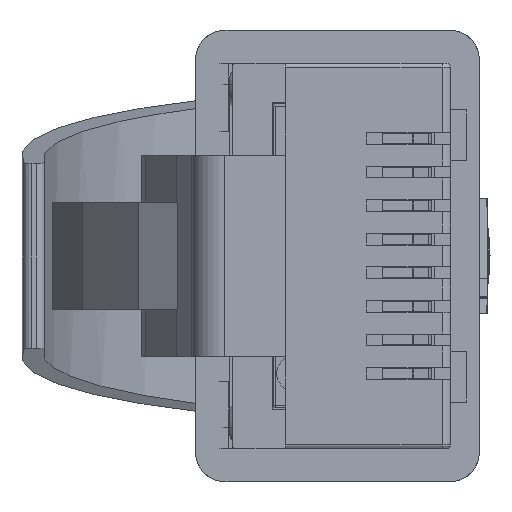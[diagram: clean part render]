
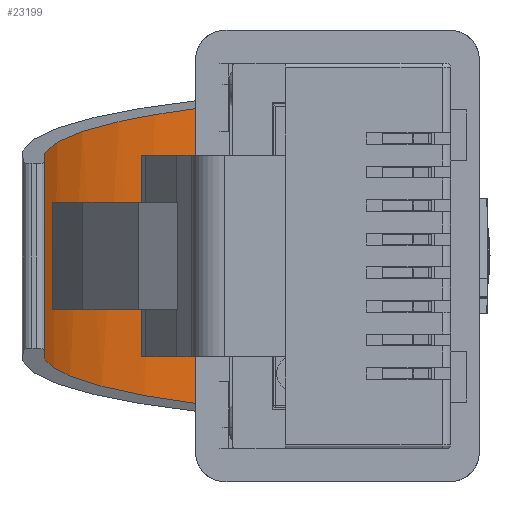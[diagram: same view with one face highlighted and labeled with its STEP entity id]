
A CAD part, left-side view. The second image highlights one B-rep face of the part: STEP entity #23199.
In plain terms, the highlighted cylindrical face has radius 12.7 mm (diameter 25.4 mm), a partial arc.
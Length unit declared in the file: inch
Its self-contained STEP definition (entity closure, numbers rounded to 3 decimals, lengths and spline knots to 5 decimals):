
#189 = AXIS2_PLACEMENT_3D ( 'NONE', #1111, #1104, #1107 ) ;
#1104 = DIRECTION ( 'NONE',  ( -1., 0., 0. ) ) ;
#1107 = DIRECTION ( 'NONE',  ( 0., 0., 1. ) ) ;
#1111 = CARTESIAN_POINT ( 'NONE',  ( 0.185, -0.14884, 0.44598 ) ) ;
#5766 = ORIENTED_EDGE ( 'NONE', *, *, #39137, .T. ) ;
#5849 = ORIENTED_EDGE ( 'NONE', *, *, #39134, .F. ) ;
#5851 = ORIENTED_EDGE ( 'NONE', *, *, #39135, .F. ) ;
#5856 = ORIENTED_EDGE ( 'NONE', *, *, #39136, .F. ) ;
#8038 = CARTESIAN_POINT ( 'NONE',  ( -0.12265, 0.34896, 0.39906 ) ) ;
#8044 = CARTESIAN_POINT ( 'NONE',  ( -0.17563, 0.169, 0.06 ) ) ;
#8081 = CARTESIAN_POINT ( 'NONE',  ( 0.12265, 0.34896, 0.39906 ) ) ;
#8096 = CARTESIAN_POINT ( 'NONE',  ( 0.17562, 0.169, 0.06 ) ) ;
#11268 = EDGE_LOOP ( 'NONE', ( #5849, #5851, #5856, #5766 ) ) ;
#22021 =( BOUNDED_CURVE ( )  B_SPLINE_CURVE ( 3, ( #45293, #45285, #45243, #45295 ),
 .UNSPECIFIED., .F., .T. ) 
 B_SPLINE_CURVE_WITH_KNOTS ( ( 4, 4 ),
 ( 0.68888, 1.47683 ),
 .UNSPECIFIED. ) 
 CURVE ( )  GEOMETRIC_REPRESENTATION_ITEM ( )  RATIONAL_B_SPLINE_CURVE ( ( 1., 0.949, 0.949, 1. ) ) 
 REPRESENTATION_ITEM ( '' )  );
#22022 =( BOUNDED_CURVE ( )  B_SPLINE_CURVE ( 3, ( #45299, #45297, #45292, #45301 ),
 .UNSPECIFIED., .F., .F. ) 
 B_SPLINE_CURVE_WITH_KNOTS ( ( 4, 4 ),
 ( 1.66477, 2.45271 ),
 .UNSPECIFIED. ) 
 CURVE ( )  GEOMETRIC_REPRESENTATION_ITEM ( )  RATIONAL_B_SPLINE_CURVE ( ( 1., 0.949, 0.949, 1. ) ) 
 REPRESENTATION_ITEM ( '' )  );
#23199 = ADVANCED_FACE ( 'NONE', ( #36285 ), #36290, .F. ) ;
#36285 = FACE_OUTER_BOUND ( 'NONE', #11268, .T. ) ;
#36290 = CYLINDRICAL_SURFACE ( 'NONE', #189, 0.5 ) ;
#39134 = EDGE_CURVE ( 'NONE', #48352, #48345, #22021, .T. ) ;
#39135 = EDGE_CURVE ( 'NONE', #48407, #48352, #43888, .T. ) ;
#39136 = EDGE_CURVE ( 'NONE', #48392, #48407, #22022, .T. ) ;
#39137 = EDGE_CURVE ( 'NONE', #48392, #48345, #43894, .T. ) ;
#43888 = LINE ( 'NONE', #45294, #43891 ) ;
#43891 = VECTOR ( 'NONE', #45296, 39.37008 ) ;
#43894 = LINE ( 'NONE', #45300, #43896 ) ;
#43896 = VECTOR ( 'NONE', #45302, 39.37008 ) ;
#45243 = CARTESIAN_POINT ( 'NONE',  ( -0.14362, 0.3363, 0.26482 ) ) ;
#45285 = CARTESIAN_POINT ( 'NONE',  ( -0.16223, 0.27309, 0.14571 ) ) ;
#45292 = CARTESIAN_POINT ( 'NONE',  ( 0.16223, 0.27309, 0.14571 ) ) ;
#45293 = CARTESIAN_POINT ( 'NONE',  ( -0.17563, 0.169, 0.06 ) ) ;
#45294 = CARTESIAN_POINT ( 'NONE',  ( 0.185, 0.169, 0.06 ) ) ;
#45295 = CARTESIAN_POINT ( 'NONE',  ( -0.12265, 0.34896, 0.39906 ) ) ;
#45296 = DIRECTION ( 'NONE',  ( -1., 0., 0. ) ) ;
#45297 = CARTESIAN_POINT ( 'NONE',  ( 0.14362, 0.3363, 0.26482 ) ) ;
#45299 = CARTESIAN_POINT ( 'NONE',  ( 0.12265, 0.34896, 0.39906 ) ) ;
#45300 = CARTESIAN_POINT ( 'NONE',  ( 0.185, 0.34896, 0.39906 ) ) ;
#45301 = CARTESIAN_POINT ( 'NONE',  ( 0.17562, 0.169, 0.06 ) ) ;
#45302 = DIRECTION ( 'NONE',  ( -1., 0., 0. ) ) ;
#48345 = VERTEX_POINT ( 'NONE', #8038 ) ;
#48352 = VERTEX_POINT ( 'NONE', #8044 ) ;
#48392 = VERTEX_POINT ( 'NONE', #8081 ) ;
#48407 = VERTEX_POINT ( 'NONE', #8096 ) ;
